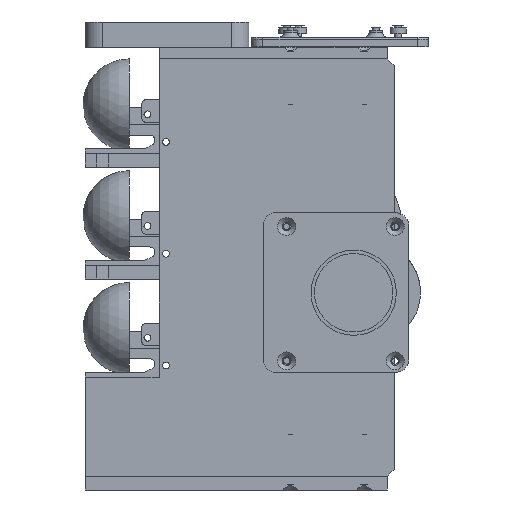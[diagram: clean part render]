
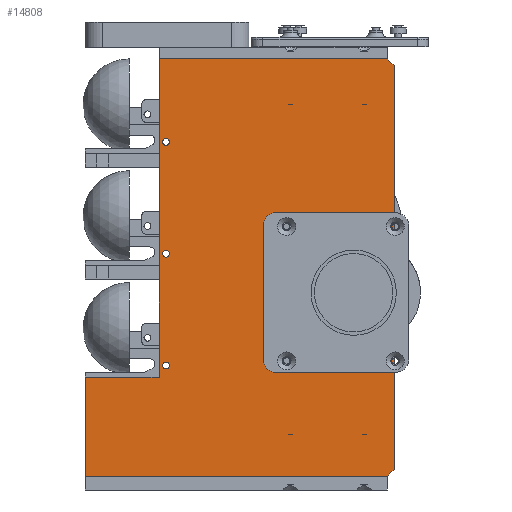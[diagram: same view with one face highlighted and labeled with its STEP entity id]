
A CAD part, left-side view. The second image highlights one B-rep face of the part: STEP entity #14808.
In plain terms, the highlighted planar face has unit normal (-1, 0, 0).
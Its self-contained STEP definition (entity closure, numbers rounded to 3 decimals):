
#859=FACE_BOUND('',#3038,.T.);
#860=FACE_BOUND('',#3039,.T.);
#861=FACE_BOUND('',#3040,.T.);
#862=FACE_BOUND('',#3041,.T.);
#863=FACE_BOUND('',#3042,.T.);
#864=FACE_BOUND('',#3043,.T.);
#865=FACE_BOUND('',#3044,.T.);
#866=FACE_BOUND('',#3045,.T.);
#867=FACE_BOUND('',#3046,.T.);
#1290=CIRCLE('',#16003,14.5);
#1291=CIRCLE('',#16004,1.9);
#1292=CIRCLE('',#16005,1.9);
#1293=CIRCLE('',#16006,1.9);
#1294=CIRCLE('',#16007,1.9);
#1295=CIRCLE('',#16008,1.4);
#1296=CIRCLE('',#16009,1.4);
#1297=CIRCLE('',#16010,1.5);
#1298=CIRCLE('',#16011,1.5);
#1299=CIRCLE('',#16012,1.5);
#2083=FACE_OUTER_BOUND('',#3037,.T.);
#3037=EDGE_LOOP('',(#11236,#11237,#11238,#11239,#11240,#11241,#11242,#11243,
#11244,#11245));
#3038=EDGE_LOOP('',(#11246));
#3039=EDGE_LOOP('',(#11247));
#3040=EDGE_LOOP('',(#11248));
#3041=EDGE_LOOP('',(#11249));
#3042=EDGE_LOOP('',(#11250));
#3043=EDGE_LOOP('',(#11251));
#3044=EDGE_LOOP('',(#11252));
#3045=EDGE_LOOP('',(#11253));
#3046=EDGE_LOOP('',(#11254));
#4250=LINE('',#23250,#5561);
#4256=LINE('',#23261,#5567);
#4262=LINE('',#23300,#5573);
#4264=LINE('',#23304,#5575);
#4265=LINE('',#23306,#5576);
#4266=LINE('',#23308,#5577);
#4267=LINE('',#23310,#5578);
#4268=LINE('',#23312,#5579);
#4269=LINE('',#23314,#5580);
#5561=VECTOR('',#18544,10.);
#5567=VECTOR('',#18552,10.);
#5573=VECTOR('',#18588,10.);
#5575=VECTOR('',#18592,10.);
#5576=VECTOR('',#18593,10.);
#5577=VECTOR('',#18594,10.);
#5578=VECTOR('',#18595,10.);
#5579=VECTOR('',#18596,10.);
#5580=VECTOR('',#18597,10.);
#6871=VERTEX_POINT('',#23247);
#6872=VERTEX_POINT('',#23249);
#6876=VERTEX_POINT('',#23259);
#6894=VERTEX_POINT('',#23299);
#6895=VERTEX_POINT('',#23303);
#6896=VERTEX_POINT('',#23305);
#6897=VERTEX_POINT('',#23307);
#6898=VERTEX_POINT('',#23309);
#6899=VERTEX_POINT('',#23311);
#6900=VERTEX_POINT('',#23313);
#6901=VERTEX_POINT('',#23316);
#6902=VERTEX_POINT('',#23318);
#6903=VERTEX_POINT('',#23320);
#6904=VERTEX_POINT('',#23322);
#6905=VERTEX_POINT('',#23324);
#6906=VERTEX_POINT('',#23326);
#6907=VERTEX_POINT('',#23328);
#6908=VERTEX_POINT('',#23330);
#6909=VERTEX_POINT('',#23332);
#8463=EDGE_CURVE('',#6871,#6872,#4250,.T.);
#8469=EDGE_CURVE('',#6871,#6876,#4256,.T.);
#8488=EDGE_CURVE('',#6894,#6872,#4262,.F.);
#8490=EDGE_CURVE('',#6895,#6876,#4264,.F.);
#8491=EDGE_CURVE('',#6895,#6896,#4265,.T.);
#8492=EDGE_CURVE('',#6896,#6897,#4266,.T.);
#8493=EDGE_CURVE('',#6898,#6897,#4267,.F.);
#8494=EDGE_CURVE('',#6899,#6898,#4268,.T.);
#8495=EDGE_CURVE('',#6899,#6900,#4269,.F.);
#8496=EDGE_CURVE('',#6900,#6894,#1290,.T.);
#8497=EDGE_CURVE('',#6901,#6901,#1291,.T.);
#8498=EDGE_CURVE('',#6902,#6902,#1292,.T.);
#8499=EDGE_CURVE('',#6903,#6903,#1293,.T.);
#8500=EDGE_CURVE('',#6904,#6904,#1294,.T.);
#8501=EDGE_CURVE('',#6905,#6905,#1295,.T.);
#8502=EDGE_CURVE('',#6906,#6906,#1296,.T.);
#8503=EDGE_CURVE('',#6907,#6907,#1297,.F.);
#8504=EDGE_CURVE('',#6908,#6908,#1298,.F.);
#8505=EDGE_CURVE('',#6909,#6909,#1299,.F.);
#11236=ORIENTED_EDGE('',*,*,#8463,.F.);
#11237=ORIENTED_EDGE('',*,*,#8469,.T.);
#11238=ORIENTED_EDGE('',*,*,#8490,.F.);
#11239=ORIENTED_EDGE('',*,*,#8491,.T.);
#11240=ORIENTED_EDGE('',*,*,#8492,.T.);
#11241=ORIENTED_EDGE('',*,*,#8493,.F.);
#11242=ORIENTED_EDGE('',*,*,#8494,.F.);
#11243=ORIENTED_EDGE('',*,*,#8495,.T.);
#11244=ORIENTED_EDGE('',*,*,#8496,.T.);
#11245=ORIENTED_EDGE('',*,*,#8488,.T.);
#11246=ORIENTED_EDGE('',*,*,#8497,.T.);
#11247=ORIENTED_EDGE('',*,*,#8498,.T.);
#11248=ORIENTED_EDGE('',*,*,#8499,.T.);
#11249=ORIENTED_EDGE('',*,*,#8500,.T.);
#11250=ORIENTED_EDGE('',*,*,#8501,.T.);
#11251=ORIENTED_EDGE('',*,*,#8502,.T.);
#11252=ORIENTED_EDGE('',*,*,#8503,.T.);
#11253=ORIENTED_EDGE('',*,*,#8504,.T.);
#11254=ORIENTED_EDGE('',*,*,#8505,.T.);
#14254=PLANE('',#16002);
#14808=ADVANCED_FACE('',(#2083,#859,#860,#861,#862,#863,#864,#865,#866,
#867),#14254,.T.);
#16002=AXIS2_PLACEMENT_3D('',#23302,#18590,#18591);
#16003=AXIS2_PLACEMENT_3D('',#23315,#18598,#18599);
#16004=AXIS2_PLACEMENT_3D('',#23317,#18600,#18601);
#16005=AXIS2_PLACEMENT_3D('',#23319,#18602,#18603);
#16006=AXIS2_PLACEMENT_3D('',#23321,#18604,#18605);
#16007=AXIS2_PLACEMENT_3D('',#23323,#18606,#18607);
#16008=AXIS2_PLACEMENT_3D('',#23325,#18608,#18609);
#16009=AXIS2_PLACEMENT_3D('',#23327,#18610,#18611);
#16010=AXIS2_PLACEMENT_3D('',#23329,#18612,#18613);
#16011=AXIS2_PLACEMENT_3D('',#23331,#18614,#18615);
#16012=AXIS2_PLACEMENT_3D('',#23333,#18616,#18617);
#18544=DIRECTION('',(0.,-0.707,-0.707));
#18552=DIRECTION('',(0.,1.,0.));
#18588=DIRECTION('',(0.,0.,-1.));
#18590=DIRECTION('center_axis',(-1.,0.,0.));
#18591=DIRECTION('ref_axis',(0.,0.,1.));
#18592=DIRECTION('',(0.,0.,-1.));
#18593=DIRECTION('',(0.,1.,0.));
#18594=DIRECTION('',(0.,0.,-1.));
#18595=DIRECTION('',(0.,-1.,0.));
#18596=DIRECTION('',(0.,0.707,-0.707));
#18597=DIRECTION('',(0.,0.,-1.));
#18598=DIRECTION('center_axis',(1.,0.,0.));
#18599=DIRECTION('ref_axis',(0.,0.,
-1.));
#18600=DIRECTION('center_axis',(1.,0.,0.));
#18601=DIRECTION('ref_axis',(0.,-1.,0.));
#18602=DIRECTION('center_axis',(1.,0.,0.));
#18603=DIRECTION('ref_axis',(0.,-1.,0.));
#18604=DIRECTION('center_axis',(1.,0.,0.));
#18605=DIRECTION('ref_axis',(0.,-1.,0.));
#18606=DIRECTION('center_axis',(1.,0.,0.));
#18607=DIRECTION('ref_axis',(0.,-1.,0.));
#18608=DIRECTION('center_axis',(1.,0.,0.));
#18609=DIRECTION('ref_axis',(0.,-1.,0.));
#18610=DIRECTION('center_axis',(1.,0.,0.));
#18611=DIRECTION('ref_axis',(0.,-1.,0.));
#18612=DIRECTION('center_axis',(-1.,0.,0.));
#18613=DIRECTION('ref_axis',(0.,1.,0.));
#18614=DIRECTION('center_axis',(-1.,0.,0.));
#18615=DIRECTION('ref_axis',(0.,1.,0.));
#18616=DIRECTION('center_axis',(-1.,0.,0.));
#18617=DIRECTION('ref_axis',(0.,1.,0.));
#23247=CARTESIAN_POINT('',(-38.,-112.,117.));
#23249=CARTESIAN_POINT('',(-38.,-115.,114.));
#23250=CARTESIAN_POINT('',(-38.,-92.75,136.25));
#23259=CARTESIAN_POINT('',(-38.,-13.,117.));
#23261=CARTESIAN_POINT('',(-38.,2.25,117.));
#23299=CARTESIAN_POINT('',(-38.,-115.,25.471));
#23300=CARTESIAN_POINT('',(-38.,-115.,92.25));
#23302=CARTESIAN_POINT('Origin',(-38.,16.5,68.5));
#23303=CARTESIAN_POINT('',(-38.,-13.,-21.));
#23304=CARTESIAN_POINT('',(-38.,-13.,42.75));
#23305=CARTESIAN_POINT('',(-38.,19.,-21.));
#23306=CARTESIAN_POINT('',(-38.,15.25,-21.));
#23307=CARTESIAN_POINT('',(-38.,19.,-64.));
#23308=CARTESIAN_POINT('',(-38.,19.,21.25));
#23309=CARTESIAN_POINT('',(-38.,-112.,-64.));
#23310=CARTESIAN_POINT('',(-38.,17.75,-64.));
#23311=CARTESIAN_POINT('',(-38.,-115.,-61.));
#23312=CARTESIAN_POINT('',(-38.,-113.75,-62.25));
#23313=CARTESIAN_POINT('',(-38.,-115.,5.683));
#23314=CARTESIAN_POINT('',(-38.,-115.,92.25));
#23315=CARTESIAN_POINT('Origin',(-38.,-104.4,15.577));
#23316=CARTESIAN_POINT('',(-38.,-71.423,44.281));
#23317=CARTESIAN_POINT('Origin',(-38.,-73.323,44.281));
#23318=CARTESIAN_POINT('',(-38.,-106.423,-14.023));
#23319=CARTESIAN_POINT('Origin',(-38.,-108.323,-14.023));
#23320=CARTESIAN_POINT('',(-38.,-71.423,-14.023));
#23321=CARTESIAN_POINT('Origin',(-38.,-73.323,-14.023));
#23322=CARTESIAN_POINT('',(-38.,-106.423,44.281));
#23323=CARTESIAN_POINT('Origin',(-38.,-108.323,44.281));
#23324=CARTESIAN_POINT('',(-38.,-66.923,44.281));
#23325=CARTESIAN_POINT('Origin',(-38.,-68.323,44.281));
#23326=CARTESIAN_POINT('',(-38.,-66.923,-14.023));
#23327=CARTESIAN_POINT('Origin',(-38.,-68.323,-14.023));
#23328=CARTESIAN_POINT('',(-38.,-17.5,81.));
#23329=CARTESIAN_POINT('Origin',(-38.,-16.,81.));
#23330=CARTESIAN_POINT('',(-38.,-17.5,32.5));
#23331=CARTESIAN_POINT('Origin',(-38.,-16.,32.5));
#23332=CARTESIAN_POINT('',(-38.,-17.5,-16.));
#23333=CARTESIAN_POINT('Origin',(-38.,-16.,-16.));
